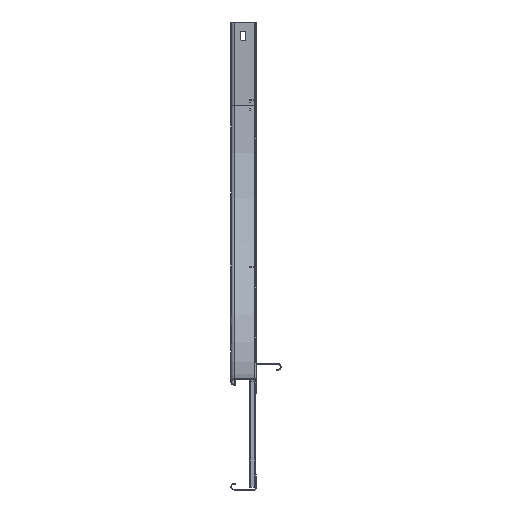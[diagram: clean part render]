
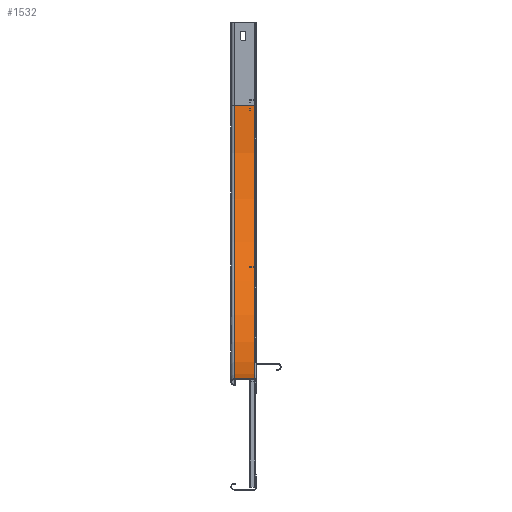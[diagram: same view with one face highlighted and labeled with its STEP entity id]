
A CAD part, left-side view. The second image highlights one B-rep face of the part: STEP entity #1532.
In plain terms, the highlighted cylindrical face has radius 490 mm (diameter 980 mm), a partial arc.
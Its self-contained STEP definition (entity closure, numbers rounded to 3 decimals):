
#532=CARTESIAN_POINT('',(491.25,2.25,-150.));
#533=DIRECTION('',(0.,1.,0.));
#534=DIRECTION('',(0.,0.,-1.));
#535=AXIS2_PLACEMENT_3D('',#532,#533,#534);
#542=DIRECTION('',(0.,-1.,0.));
#543=VECTOR('',#542,36.75);
#544=CARTESIAN_POINT('',(1.25,39.,-150.));
#545=LINE('',#544,#543);
#546=DIRECTION('',(0.,1.,0.));
#547=VECTOR('',#546,36.75);
#548=CARTESIAN_POINT('',(491.25,2.25,-640.));
#549=LINE('',#548,#547);
#565=CARTESIAN_POINT('',(491.25,39.,-150.));
#566=DIRECTION('',(0.,-1.,0.));
#567=DIRECTION('',(-1.,0.,0.));
#568=AXIS2_PLACEMENT_3D('',#565,#566,#567);
#799=CARTESIAN_POINT('',(1.25,39.,-150.));
#801=VERTEX_POINT('',#799);
#802=CARTESIAN_POINT('',(1.25,2.25,-150.));
#803=VERTEX_POINT('',#802);
#856=CARTESIAN_POINT('',(491.25,39.,-640.));
#857=VERTEX_POINT('',#856);
#860=CARTESIAN_POINT('',(491.25,2.25,-640.));
#861=VERTEX_POINT('',#860);
#1519=CARTESIAN_POINT('',(491.25,20.625,-150.));
#1520=DIRECTION('',(0.,-1.,0.));
#1521=DIRECTION('',(-1.,0.,0.));
#1522=AXIS2_PLACEMENT_3D('',#1519,#1520,#1521);
#1523=CYLINDRICAL_SURFACE('',#1522,490.);
#1524=ORIENTED_EDGE('',*,*,#1283,.F.);
#1526=ORIENTED_EDGE('',*,*,#1525,.T.);
#1528=ORIENTED_EDGE('',*,*,#1527,.F.);
#1529=ORIENTED_EDGE('',*,*,#1512,.T.);
#1530=EDGE_LOOP('',(#1524,#1526,#1528,#1529));
#1531=FACE_OUTER_BOUND('',#1530,.F.);
#1532=ADVANCED_FACE('',(#1531),#1523,.F.);
#536=CIRCLE('',#535,490.);
#569=CIRCLE('',#568,490.);
#1283=EDGE_CURVE('',#801,#803,#545,.T.);
#1512=EDGE_CURVE('',#861,#803,#536,.T.);
#1525=EDGE_CURVE('',#801,#857,#569,.T.);
#1527=EDGE_CURVE('',#861,#857,#549,.T.);
